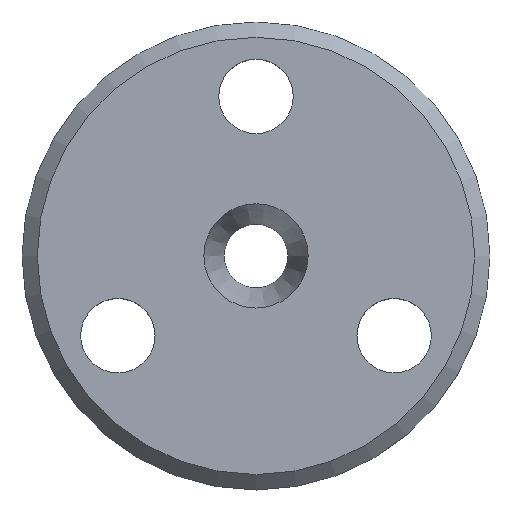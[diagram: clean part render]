
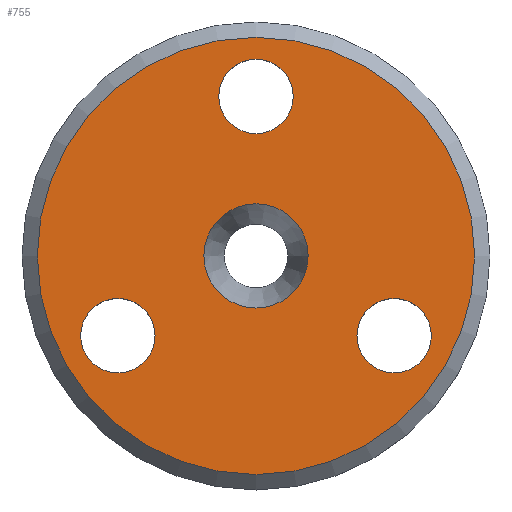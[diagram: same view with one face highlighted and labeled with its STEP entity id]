
A CAD part, top view. The second image highlights one B-rep face of the part: STEP entity #755.
In plain terms, the highlighted planar face has unit normal (0, 0, 1).
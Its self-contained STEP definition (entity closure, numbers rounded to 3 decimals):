
#42 = CYLINDRICAL_SURFACE('',#43,1.4);
#43 = AXIS2_PLACEMENT_3D('',#44,#45,#46);
#44 = CARTESIAN_POINT('',(0.,6.,-1.));
#45 = DIRECTION('',(0.,0.,1.));
#46 = DIRECTION('',(1.,0.,0.));
#71 = VERTEX_POINT('',#72);
#72 = CARTESIAN_POINT('',(1.4,6.,4.577));
#93 = EDGE_CURVE('',#71,#71,#94,.T.);
#94 = SURFACE_CURVE('',#95,(#100,#107),.PCURVE_S1.);
#95 = CIRCLE('',#96,1.4);
#96 = AXIS2_PLACEMENT_3D('',#97,#98,#99);
#97 = CARTESIAN_POINT('',(0.,6.,4.577));
#98 = DIRECTION('',(0.,0.,1.));
#99 = DIRECTION('',(1.,0.,0.));
#100 = PCURVE('',#42,#101);
#101 = DEFINITIONAL_REPRESENTATION('',(#102),#106);
#102 = LINE('',#103,#104);
#103 = CARTESIAN_POINT('',(0.,5.577));
#104 = VECTOR('',#105,1.);
#105 = DIRECTION('',(1.,0.));
#106 = ( GEOMETRIC_REPRESENTATION_CONTEXT(2) 
PARAMETRIC_REPRESENTATION_CONTEXT() REPRESENTATION_CONTEXT('2D SPACE',''
  ) );
#107 = PCURVE('',#108,#113);
#108 = PLANE('',#109);
#109 = AXIS2_PLACEMENT_3D('',#110,#111,#112);
#110 = CARTESIAN_POINT('',(0.,0.,4.577));
#111 = DIRECTION('',(0.,0.,-1.));
#112 = DIRECTION('',(1.,0.,0.));
#113 = DEFINITIONAL_REPRESENTATION('',(#114),#122);
#114 = ( BOUNDED_CURVE() B_SPLINE_CURVE(2,(#115,#116,#117,#118,#119,#120
,#121),.UNSPECIFIED.,.F.,.F.) B_SPLINE_CURVE_WITH_KNOTS((1,2,2,2,2,1),(
    -2.094,0.,2.094,4.189,6.283,
8.378),.UNSPECIFIED.) CURVE() GEOMETRIC_REPRESENTATION_ITEM() 
RATIONAL_B_SPLINE_CURVE((1.,0.5,1.,0.5,1.,0.5,1.)) REPRESENTATION_ITEM(
  '') );
#115 = CARTESIAN_POINT('',(1.4,-6.));
#116 = CARTESIAN_POINT('',(1.4,-8.425));
#117 = CARTESIAN_POINT('',(-0.7,-7.212));
#118 = CARTESIAN_POINT('',(-2.8,-6.));
#119 = CARTESIAN_POINT('',(-0.7,-4.788));
#120 = CARTESIAN_POINT('',(1.4,-3.575));
#121 = CARTESIAN_POINT('',(1.4,-6.));
#122 = ( GEOMETRIC_REPRESENTATION_CONTEXT(2) 
PARAMETRIC_REPRESENTATION_CONTEXT() REPRESENTATION_CONTEXT('2D SPACE',''
  ) );
#218 = CYLINDRICAL_SURFACE('',#219,1.4);
#219 = AXIS2_PLACEMENT_3D('',#220,#221,#222);
#220 = CARTESIAN_POINT('',(-5.196,-3.,-1.));
#221 = DIRECTION('',(0.,0.,1.));
#222 = DIRECTION('',(-0.5,0.866,0.));
#253 = CYLINDRICAL_SURFACE('',#254,1.4);
#254 = AXIS2_PLACEMENT_3D('',#255,#256,#257);
#255 = CARTESIAN_POINT('',(5.196,-3.,-1.));
#256 = DIRECTION('',(0.,0.,1.));
#257 = DIRECTION('',(-0.5,-0.866,0.));
#381 = VERTEX_POINT('',#382);
#382 = CARTESIAN_POINT('',(-5.896,-1.788,
    4.577));
#403 = EDGE_CURVE('',#381,#381,#404,.T.);
#404 = SURFACE_CURVE('',#405,(#410,#417),.PCURVE_S1.);
#405 = CIRCLE('',#406,1.4);
#406 = AXIS2_PLACEMENT_3D('',#407,#408,#409);
#407 = CARTESIAN_POINT('',(-5.196,-3.,4.577));
#408 = DIRECTION('',(0.,0.,1.));
#409 = DIRECTION('',(-0.5,0.866,0.));
#410 = PCURVE('',#218,#411);
#411 = DEFINITIONAL_REPRESENTATION('',(#412),#416);
#412 = LINE('',#413,#414);
#413 = CARTESIAN_POINT('',(0.,5.577));
#414 = VECTOR('',#415,1.);
#415 = DIRECTION('',(1.,0.));
#416 = ( GEOMETRIC_REPRESENTATION_CONTEXT(2) 
PARAMETRIC_REPRESENTATION_CONTEXT() REPRESENTATION_CONTEXT('2D SPACE',''
  ) );
#417 = PCURVE('',#108,#418);
#418 = DEFINITIONAL_REPRESENTATION('',(#419),#427);
#419 = ( BOUNDED_CURVE() B_SPLINE_CURVE(2,(#420,#421,#422,#423,#424,#425
,#426),.UNSPECIFIED.,.F.,.F.) B_SPLINE_CURVE_WITH_KNOTS((1,2,2,2,2,1),(
    -2.094,0.,2.094,4.189,6.283,
8.378),.UNSPECIFIED.) CURVE() GEOMETRIC_REPRESENTATION_ITEM() 
RATIONAL_B_SPLINE_CURVE((1.,0.5,1.,0.5,1.,0.5,1.)) REPRESENTATION_ITEM(
  '') );
#420 = CARTESIAN_POINT('',(-5.896,1.788));
#421 = CARTESIAN_POINT('',(-7.996,3.));
#422 = CARTESIAN_POINT('',(-5.896,4.212));
#423 = CARTESIAN_POINT('',(-3.796,5.425));
#424 = CARTESIAN_POINT('',(-3.796,3.));
#425 = CARTESIAN_POINT('',(-3.796,0.575));
#426 = CARTESIAN_POINT('',(-5.896,1.788));
#427 = ( GEOMETRIC_REPRESENTATION_CONTEXT(2) 
PARAMETRIC_REPRESENTATION_CONTEXT() REPRESENTATION_CONTEXT('2D SPACE',''
  ) );
#435 = VERTEX_POINT('',#436);
#436 = CARTESIAN_POINT('',(4.496,-4.212,4.577
    ));
#457 = EDGE_CURVE('',#435,#435,#458,.T.);
#458 = SURFACE_CURVE('',#459,(#464,#471),.PCURVE_S1.);
#459 = CIRCLE('',#460,1.4);
#460 = AXIS2_PLACEMENT_3D('',#461,#462,#463);
#461 = CARTESIAN_POINT('',(5.196,-3.,4.577));
#462 = DIRECTION('',(0.,0.,1.));
#463 = DIRECTION('',(-0.5,-0.866,0.));
#464 = PCURVE('',#253,#465);
#465 = DEFINITIONAL_REPRESENTATION('',(#466),#470);
#466 = LINE('',#467,#468);
#467 = CARTESIAN_POINT('',(0.,5.577));
#468 = VECTOR('',#469,1.);
#469 = DIRECTION('',(1.,0.));
#470 = ( GEOMETRIC_REPRESENTATION_CONTEXT(2) 
PARAMETRIC_REPRESENTATION_CONTEXT() REPRESENTATION_CONTEXT('2D SPACE',''
  ) );
#471 = PCURVE('',#108,#472);
#472 = DEFINITIONAL_REPRESENTATION('',(#473),#481);
#473 = ( BOUNDED_CURVE() B_SPLINE_CURVE(2,(#474,#475,#476,#477,#478,#479
,#480),.UNSPECIFIED.,.T.,.F.) B_SPLINE_CURVE_WITH_KNOTS((1,2,2,2,2,1),(
    -2.094,0.,2.094,4.189,6.283,
8.378),.UNSPECIFIED.) CURVE() GEOMETRIC_REPRESENTATION_ITEM() 
RATIONAL_B_SPLINE_CURVE((1.,0.5,1.,0.5,1.,0.5,1.)) REPRESENTATION_ITEM(
  '') );
#474 = CARTESIAN_POINT('',(4.496,4.212));
#475 = CARTESIAN_POINT('',(6.596,5.425));
#476 = CARTESIAN_POINT('',(6.596,3.));
#477 = CARTESIAN_POINT('',(6.596,0.575));
#478 = CARTESIAN_POINT('',(4.496,1.788));
#479 = CARTESIAN_POINT('',(2.396,3.));
#480 = CARTESIAN_POINT('',(4.496,4.212));
#481 = ( GEOMETRIC_REPRESENTATION_CONTEXT(2) 
PARAMETRIC_REPRESENTATION_CONTEXT() REPRESENTATION_CONTEXT('2D SPACE',''
  ) );
#580 = CONICAL_SURFACE('',#581,1.2,0.31);
#581 = AXIS2_PLACEMENT_3D('',#582,#583,#584);
#582 = CARTESIAN_POINT('',(0.,0.,2.2));
#583 = DIRECTION('',(0.,0.,1.));
#584 = DIRECTION('',(1.,0.,0.));
#635 = CONICAL_SURFACE('',#636,8.8,0.785);
#636 = AXIS2_PLACEMENT_3D('',#637,#638,#639);
#637 = CARTESIAN_POINT('',(0.,0.,4.));
#638 = DIRECTION('',(0.,0.,-1.));
#639 = DIRECTION('',(1.,0.,0.));
#652 = VERTEX_POINT('',#653);
#653 = CARTESIAN_POINT('',(8.223,0.,
    4.577));
#676 = EDGE_CURVE('',#652,#652,#677,.T.);
#677 = SURFACE_CURVE('',#678,(#683,#690),.PCURVE_S1.);
#678 = CIRCLE('',#679,8.223);
#679 = AXIS2_PLACEMENT_3D('',#680,#681,#682);
#680 = CARTESIAN_POINT('',(0.,0.,4.577));
#681 = DIRECTION('',(0.,0.,1.));
#682 = DIRECTION('',(1.,0.,0.));
#683 = PCURVE('',#635,#684);
#684 = DEFINITIONAL_REPRESENTATION('',(#685),#689);
#685 = LINE('',#686,#687);
#686 = CARTESIAN_POINT('',(6.283,-0.577));
#687 = VECTOR('',#688,1.);
#688 = DIRECTION('',(-1.,-0.));
#689 = ( GEOMETRIC_REPRESENTATION_CONTEXT(2) 
PARAMETRIC_REPRESENTATION_CONTEXT() REPRESENTATION_CONTEXT('2D SPACE',''
  ) );
#690 = PCURVE('',#108,#691);
#691 = DEFINITIONAL_REPRESENTATION('',(#692),#700);
#692 = ( BOUNDED_CURVE() B_SPLINE_CURVE(2,(#693,#694,#695,#696,#697,#698
,#699),.UNSPECIFIED.,.F.,.F.) B_SPLINE_CURVE_WITH_KNOTS((1,2,2,2,2,1),(
    -2.094,0.,2.094,4.189,6.283,
8.378),.UNSPECIFIED.) CURVE() GEOMETRIC_REPRESENTATION_ITEM() 
RATIONAL_B_SPLINE_CURVE((1.,0.5,1.,0.5,1.,0.5,1.)) REPRESENTATION_ITEM(
  '') );
#693 = CARTESIAN_POINT('',(8.223,0.));
#694 = CARTESIAN_POINT('',(8.223,-14.243));
#695 = CARTESIAN_POINT('',(-4.112,-7.122));
#696 = CARTESIAN_POINT('',(-16.447,0.));
#697 = CARTESIAN_POINT('',(-4.112,7.122));
#698 = CARTESIAN_POINT('',(8.223,14.243));
#699 = CARTESIAN_POINT('',(8.223,0.));
#700 = ( GEOMETRIC_REPRESENTATION_CONTEXT(2) 
PARAMETRIC_REPRESENTATION_CONTEXT() REPRESENTATION_CONTEXT('2D SPACE',''
  ) );
#707 = VERTEX_POINT('',#708);
#708 = CARTESIAN_POINT('',(1.961,0.,
    4.577));
#729 = EDGE_CURVE('',#707,#707,#730,.T.);
#730 = SURFACE_CURVE('',#731,(#736,#743),.PCURVE_S1.);
#731 = CIRCLE('',#732,1.961);
#732 = AXIS2_PLACEMENT_3D('',#733,#734,#735);
#733 = CARTESIAN_POINT('',(0.,0.,4.577));
#734 = DIRECTION('',(0.,0.,1.));
#735 = DIRECTION('',(1.,0.,0.));
#736 = PCURVE('',#580,#737);
#737 = DEFINITIONAL_REPRESENTATION('',(#738),#742);
#738 = LINE('',#739,#740);
#739 = CARTESIAN_POINT('',(-6.283,2.377));
#740 = VECTOR('',#741,1.);
#741 = DIRECTION('',(1.,-0.));
#742 = ( GEOMETRIC_REPRESENTATION_CONTEXT(2) 
PARAMETRIC_REPRESENTATION_CONTEXT() REPRESENTATION_CONTEXT('2D SPACE',''
  ) );
#743 = PCURVE('',#108,#744);
#744 = DEFINITIONAL_REPRESENTATION('',(#745),#753);
#745 = ( BOUNDED_CURVE() B_SPLINE_CURVE(2,(#746,#747,#748,#749,#750,#751
,#752),.UNSPECIFIED.,.F.,.F.) B_SPLINE_CURVE_WITH_KNOTS((1,2,2,2,2,1),(
    -2.094,0.,2.094,4.189,6.283,
8.378),.UNSPECIFIED.) CURVE() GEOMETRIC_REPRESENTATION_ITEM() 
RATIONAL_B_SPLINE_CURVE((1.,0.5,1.,0.5,1.,0.5,1.)) REPRESENTATION_ITEM(
  '') );
#746 = CARTESIAN_POINT('',(1.961,0.));
#747 = CARTESIAN_POINT('',(1.961,-3.396));
#748 = CARTESIAN_POINT('',(-0.98,-1.698));
#749 = CARTESIAN_POINT('',(-3.921,0.));
#750 = CARTESIAN_POINT('',(-0.98,1.698));
#751 = CARTESIAN_POINT('',(1.961,3.396));
#752 = CARTESIAN_POINT('',(1.961,0.));
#753 = ( GEOMETRIC_REPRESENTATION_CONTEXT(2) 
PARAMETRIC_REPRESENTATION_CONTEXT() REPRESENTATION_CONTEXT('2D SPACE',''
  ) );
#755 = ADVANCED_FACE('',(#756,#759,#762,#765,#768),#108,.F.);
#756 = FACE_BOUND('',#757,.T.);
#757 = EDGE_LOOP('',(#758));
#758 = ORIENTED_EDGE('',*,*,#676,.T.);
#759 = FACE_BOUND('',#760,.T.);
#760 = EDGE_LOOP('',(#761));
#761 = ORIENTED_EDGE('',*,*,#729,.F.);
#762 = FACE_BOUND('',#763,.T.);
#763 = EDGE_LOOP('',(#764));
#764 = ORIENTED_EDGE('',*,*,#93,.F.);
#765 = FACE_BOUND('',#766,.T.);
#766 = EDGE_LOOP('',(#767));
#767 = ORIENTED_EDGE('',*,*,#403,.F.);
#768 = FACE_BOUND('',#769,.T.);
#769 = EDGE_LOOP('',(#770));
#770 = ORIENTED_EDGE('',*,*,#457,.F.);
